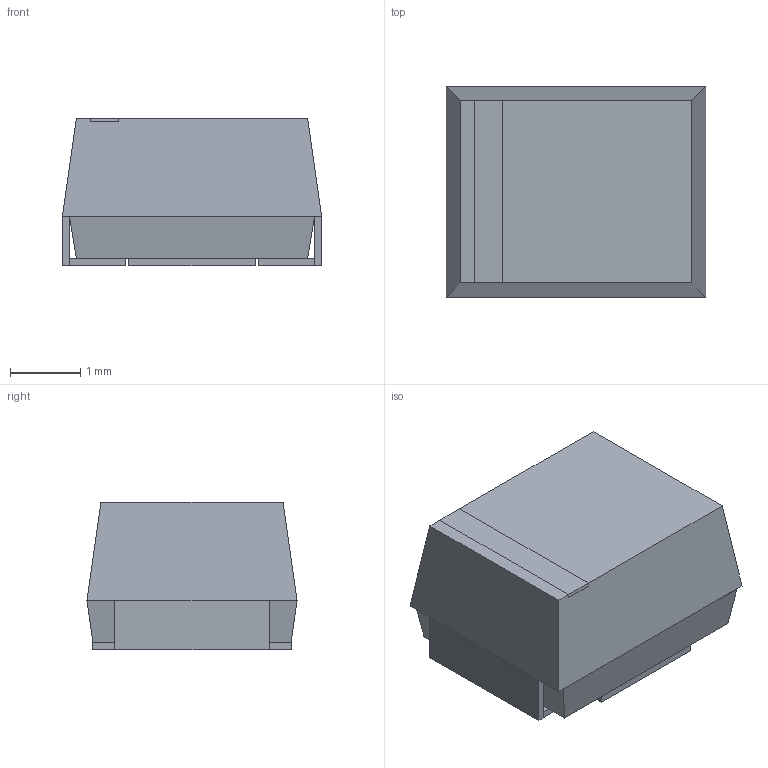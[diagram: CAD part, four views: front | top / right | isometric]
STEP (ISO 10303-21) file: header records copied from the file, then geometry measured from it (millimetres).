
FILE_DESCRIPTION((''),'2;1');
FILE_NAME('CAPMP3528X210N.stp','2012-01-11T15:47:54',(''),(''),'Mechanical Desktop 2011','Mechanical Desktop 2011',', , ');
FILE_SCHEMA(('AUTOMOTIVE_DESIGN { 1 2 10303 214 1 1 1 1 }'));
Length unit declared in the file: millimetre
Products named in the file (1): Product
Bounding box: 3.7 x 3 x 2.1 mm (x, y, z)
Volume: 20.9 mm3; surface area: 94.3 mm2
Topology: 8 solids, 8 shells, 54 faces, 110 edges, 72 vertices
Faces by surface type: plane 42, bspline 12
Entity records: 1434 total; most frequent: CARTESIAN_POINT 273, ORIENTED_EDGE 220, DIRECTION 196, VECTOR 110, LINE 110, EDGE_CURVE 110, VERTEX_POINT 72, EDGE_LOOP 54
